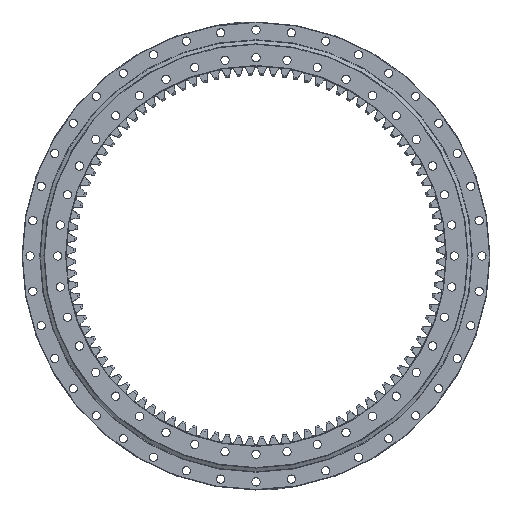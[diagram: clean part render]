
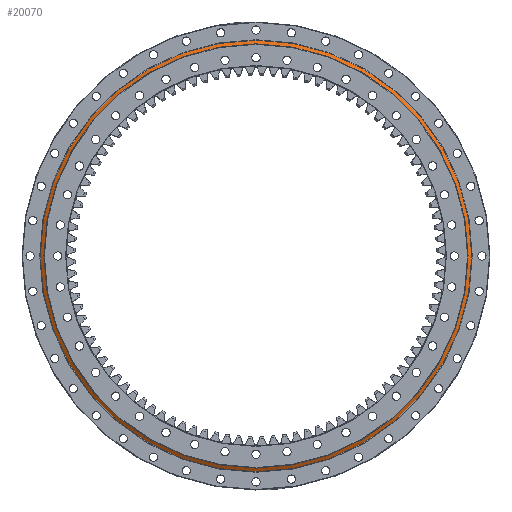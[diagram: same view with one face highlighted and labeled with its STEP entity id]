
A CAD part, top view. The second image highlights one B-rep face of the part: STEP entity #20070.
In plain terms, the highlighted conical face has half-angle 58.57 degrees and reference radius 460 mm.
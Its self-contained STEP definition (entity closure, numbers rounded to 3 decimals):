
#499 = ORIENTED_EDGE ( 'NONE', *, *, #36923, .F. ) ;
#2195 = AXIS2_PLACEMENT_3D ( 'NONE', #16100, #33643, #16347 ) ;
#2387 = VERTEX_POINT ( 'NONE', #24704 ) ;
#3544 = DIRECTION ( 'NONE',  ( 0., 0., -1. ) ) ;
#5499 = VERTEX_POINT ( 'NONE', #37300 ) ;
#10406 = EDGE_LOOP ( 'NONE', ( #21338 ) ) ;
#13642 = CIRCLE ( 'NONE', #2195, 460. ) ;
#15835 = DIRECTION ( 'NONE',  ( 0., -1., 0. ) ) ;
#16100 = CARTESIAN_POINT ( 'NONE',  ( 453., 2., 0. ) ) ;
#16347 = DIRECTION ( 'NONE',  ( 0., 0., -1. ) ) ;
#18169 = CARTESIAN_POINT ( 'NONE',  ( 453., 2., 0. ) ) ;
#18855 = FACE_OUTER_BOUND ( 'NONE', #32006, .T. ) ;
#19589 = AXIS2_PLACEMENT_3D ( 'NONE', #30077, #15835, #35638 ) ;
#19781 = CIRCLE ( 'NONE', #19589, 467.544 ) ;
#20070 = ADVANCED_FACE ( 'NONE', ( #18855, #33374 ), #26082, .T. ) ;
#21338 = ORIENTED_EDGE ( 'NONE', *, *, #26341, .T. ) ;
#24704 = CARTESIAN_POINT ( 'NONE',  ( 453., 2., -460. ) ) ;
#26082 = CONICAL_SURFACE ( 'NONE', #37317, 460., 1.022 ) ;
#26341 = EDGE_CURVE ( 'NONE', #2387, #2387, #13642, .T. ) ;
#29577 = DIRECTION ( 'NONE',  ( 0., -1., 0. ) ) ;
#30077 = CARTESIAN_POINT ( 'NONE',  ( 453., -2.61, 0. ) ) ;
#32006 = EDGE_LOOP ( 'NONE', ( #499 ) ) ;
#33374 = FACE_BOUND ( 'NONE', #10406, .T. ) ;
#33643 = DIRECTION ( 'NONE',  ( 0., -1., 0. ) ) ;
#35638 = DIRECTION ( 'NONE',  ( 0., 0., -1. ) ) ;
#36923 = EDGE_CURVE ( 'NONE', #5499, #5499, #19781, .T. ) ;
#37300 = CARTESIAN_POINT ( 'NONE',  ( 453., -2.61, -467.544 ) ) ;
#37317 = AXIS2_PLACEMENT_3D ( 'NONE', #18169, #29577, #3544 ) ;
